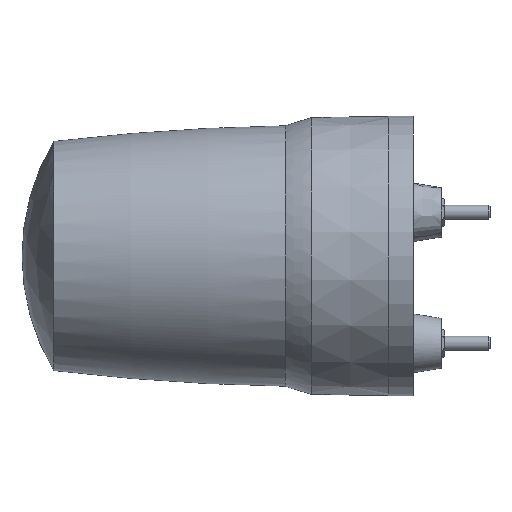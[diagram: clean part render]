
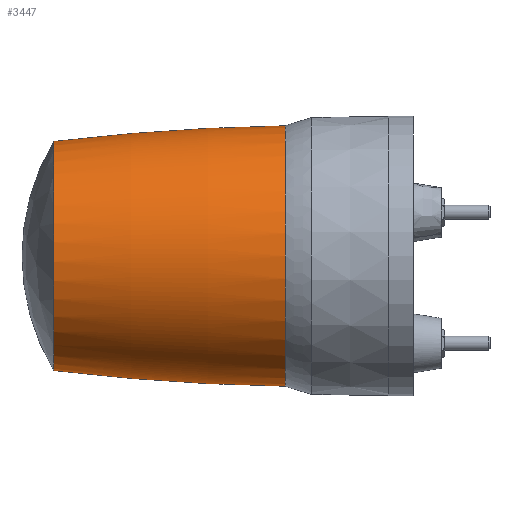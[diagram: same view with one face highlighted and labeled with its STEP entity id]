
A CAD part, left-side view. The second image highlights one B-rep face of the part: STEP entity #3447.
In plain terms, the highlighted toroidal (fillet/blend) face has major radius 612.632 mm and minor radius 650 mm.
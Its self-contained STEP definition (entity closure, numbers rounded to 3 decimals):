
#36 = CARTESIAN_POINT ( 'NONE',  ( 0., 45.603, -37.282 ) ) ;
#116 = CIRCLE ( 'NONE', #3530, 32.797 ) ;
#138 = CARTESIAN_POINT ( 'NONE',  ( 0., 111.957, -32.797 ) ) ;
#470 = AXIS2_PLACEMENT_3D ( 'NONE', #2891, #3934, #1782 ) ;
#478 = EDGE_CURVE ( 'NONE', #2919, #4380, #620, .T. ) ;
#485 = CARTESIAN_POINT ( 'NONE',  ( 0., 111.957, 32.797 ) ) ;
#620 = CIRCLE ( 'NONE', #1829, 37.282 ) ;
#695 = DIRECTION ( 'NONE',  ( -1., 0., 0. ) ) ;
#913 = AXIS2_PLACEMENT_3D ( 'NONE', #3009, #2723, #1320 ) ;
#1288 = AXIS2_PLACEMENT_3D ( 'NONE', #2676, #1659, #4126 ) ;
#1320 = DIRECTION ( 'NONE',  ( 0.1, 0., -0.995 ) ) ;
#1659 = DIRECTION ( 'NONE',  ( 0., 1., 0. ) ) ;
#1782 = DIRECTION ( 'NONE',  ( 0., 0., -1. ) ) ;
#1829 = AXIS2_PLACEMENT_3D ( 'NONE', #1961, #2697, #1919 ) ;
#1919 = DIRECTION ( 'NONE',  ( 0., 0., 1. ) ) ;
#1961 = CARTESIAN_POINT ( 'NONE',  ( 0., 45.603, 0. ) ) ;
#2122 = TOROIDAL_SURFACE ( 'NONE', #1288, -612.632, 650. ) ;
#2251 = EDGE_LOOP ( 'NONE', ( #3938, #3972, #3597, #2858, #3079 ) ) ;
#2481 = CIRCLE ( 'NONE', #470, 650. ) ;
#2590 = VERTEX_POINT ( 'NONE', #485 ) ;
#2669 = VERTEX_POINT ( 'NONE', #4454 ) ;
#2676 = CARTESIAN_POINT ( 'NONE',  ( 0., 35.012, 0. ) ) ;
#2697 = DIRECTION ( 'NONE',  ( 0., 1., 0. ) ) ;
#2723 = DIRECTION ( 'NONE',  ( 0., -1., 0. ) ) ;
#2812 = CARTESIAN_POINT ( 'NONE',  ( 0., 35.012, -612.632 ) ) ;
#2858 = ORIENTED_EDGE ( 'NONE', *, *, #3593, .T. ) ;
#2891 = CARTESIAN_POINT ( 'NONE',  ( 0., 35.012, 612.632 ) ) ;
#2919 = VERTEX_POINT ( 'NONE', #36 ) ;
#3009 = CARTESIAN_POINT ( 'NONE',  ( 0., 111.957, 0. ) ) ;
#3079 = ORIENTED_EDGE ( 'NONE', *, *, #3243, .F. ) ;
#3180 = CARTESIAN_POINT ( 'NONE',  ( 0., 111.957, 0. ) ) ;
#3243 = EDGE_CURVE ( 'NONE', #2919, #4451, #2481, .T. ) ;
#3281 = CARTESIAN_POINT ( 'NONE',  ( 0., 45.603, 37.282 ) ) ;
#3420 = FACE_OUTER_BOUND ( 'NONE', #2251, .T. ) ;
#3447 = ADVANCED_FACE ( 'NONE', ( #3420 ), #2122, .T. ) ;
#3460 = EDGE_CURVE ( 'NONE', #2590, #2669, #4254, .T. ) ;
#3530 = AXIS2_PLACEMENT_3D ( 'NONE', #3180, #4245, #4545 ) ;
#3541 = EDGE_CURVE ( 'NONE', #4380, #2590, #4332, .T. ) ;
#3593 = EDGE_CURVE ( 'NONE', #2669, #4451, #116, .T. ) ;
#3597 = ORIENTED_EDGE ( 'NONE', *, *, #3460, .T. ) ;
#3934 = DIRECTION ( 'NONE',  ( 1., 0., 0. ) ) ;
#3938 = ORIENTED_EDGE ( 'NONE', *, *, #478, .T. ) ;
#3972 = ORIENTED_EDGE ( 'NONE', *, *, #3541, .T. ) ;
#4126 = DIRECTION ( 'NONE',  ( 0., 0., -1. ) ) ;
#4197 = DIRECTION ( 'NONE',  ( 0., 0., 1. ) ) ;
#4245 = DIRECTION ( 'NONE',  ( 0., -1., 0. ) ) ;
#4254 = CIRCLE ( 'NONE', #913, 32.797 ) ;
#4332 = CIRCLE ( 'NONE', #4477, 650. ) ;
#4380 = VERTEX_POINT ( 'NONE', #3281 ) ;
#4451 = VERTEX_POINT ( 'NONE', #138 ) ;
#4454 = CARTESIAN_POINT ( 'NONE',  ( -3.274, 111.957, 32.634 ) ) ;
#4477 = AXIS2_PLACEMENT_3D ( 'NONE', #2812, #695, #4197 ) ;
#4545 = DIRECTION ( 'NONE',  ( 0.1, 0., -0.995 ) ) ;
